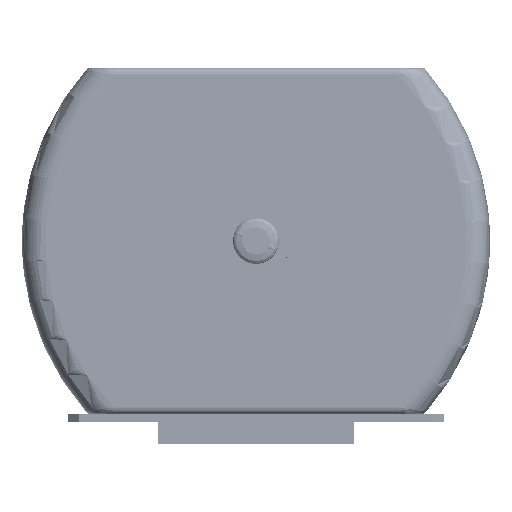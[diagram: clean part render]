
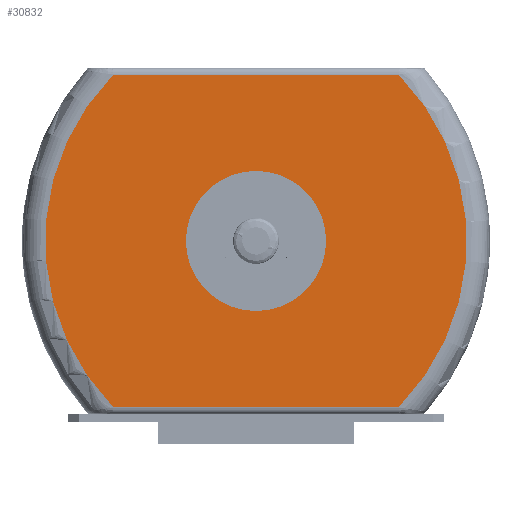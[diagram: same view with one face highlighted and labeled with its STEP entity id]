
A CAD part, left-side view. The second image highlights one B-rep face of the part: STEP entity #30832.
In plain terms, the highlighted planar face has unit normal (-1, 0, 0).
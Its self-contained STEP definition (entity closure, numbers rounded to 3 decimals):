
#1447=FACE_BOUND('',#4374,.T.);
#1667=PLANE('',#33537);
#2225=FACE_OUTER_BOUND('',#4373,.T.);
#4373=EDGE_LOOP('',(#21981,#21982,#21983,#21984));
#4374=EDGE_LOOP('',(#21985));
#6819=LINE('',#52630,#8674);
#6820=LINE('',#52633,#8675);
#8674=VECTOR('',#39762,1000.);
#8675=VECTOR('',#39765,1000.);
#10140=CIRCLE('',#33442,3.025);
#10201=CIRCLE('',#33538,10.227);
#10202=CIRCLE('',#33539,10.227);
#13180=VERTEX_POINT('',#51807);
#13353=VERTEX_POINT('',#52626);
#13354=VERTEX_POINT('',#52627);
#13355=VERTEX_POINT('',#52629);
#13356=VERTEX_POINT('',#52631);
#16143=EDGE_CURVE('',#13180,#13180,#10140,.T.);
#16355=EDGE_CURVE('',#13353,#13354,#10201,.T.);
#16356=EDGE_CURVE('',#13354,#13355,#6819,.T.);
#16357=EDGE_CURVE('',#13355,#13356,#10202,.T.);
#16358=EDGE_CURVE('',#13356,#13353,#6820,.T.);
#21981=ORIENTED_EDGE('',*,*,#16355,.T.);
#21982=ORIENTED_EDGE('',*,*,#16356,.T.);
#21983=ORIENTED_EDGE('',*,*,#16357,.T.);
#21984=ORIENTED_EDGE('',*,*,#16358,.T.);
#21985=ORIENTED_EDGE('',*,*,#16143,.F.);
#30832=ADVANCED_FACE('',(#2225,#1447),#1667,.T.);
#33442=AXIS2_PLACEMENT_3D('',#51809,#39443,#39444);
#33537=AXIS2_PLACEMENT_3D('',#52625,#39758,#39759);
#33538=AXIS2_PLACEMENT_3D('',#52628,#39760,#39761);
#33539=AXIS2_PLACEMENT_3D('',#52632,#39763,#39764);
#39443=DIRECTION('center_axis',(-1.,0.,0.));
#39444=DIRECTION('ref_axis',(0.,0.,1.));
#39758=DIRECTION('center_axis',(-1.,0.,0.));
#39759=DIRECTION('ref_axis',(0.,0.,1.));
#39760=DIRECTION('center_axis',(-1.,0.,0.));
#39761=DIRECTION('ref_axis',(0.,0.,1.));
#39762=DIRECTION('',(0.,1.,0.));
#39763=DIRECTION('center_axis',(-1.,0.,0.));
#39764=DIRECTION('ref_axis',(0.,0.,1.));
#39765=DIRECTION('',(0.,-1.,0.));
#51807=CARTESIAN_POINT('',(17.75,0.,-2.3));
#51809=CARTESIAN_POINT('Origin',(17.75,0.,0.725));
#52625=CARTESIAN_POINT('Origin',(17.75,1.127,0.725));
#52626=CARTESIAN_POINT('',(17.75,-6.161,-6.45));
#52627=CARTESIAN_POINT('',(17.75,-6.161,7.9));
#52628=CARTESIAN_POINT('Origin',(17.75,1.127,0.725));
#52629=CARTESIAN_POINT('',(17.75,6.161,7.9));
#52630=CARTESIAN_POINT('',(17.75,5.853,7.9));
#52631=CARTESIAN_POINT('',(17.75,6.161,-6.45));
#52632=CARTESIAN_POINT('Origin',(17.75,-1.127,0.725));
#52633=CARTESIAN_POINT('',(17.75,-5.853,-6.45));
